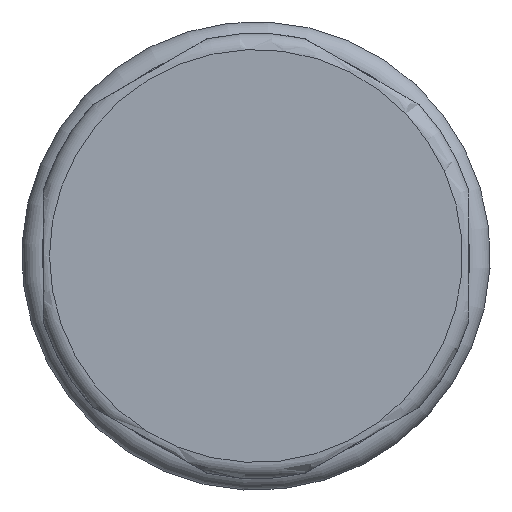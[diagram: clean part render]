
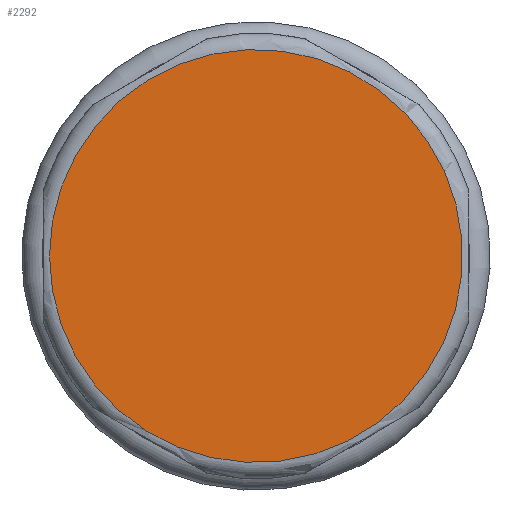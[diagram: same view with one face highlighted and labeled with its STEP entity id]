
A CAD part, left-side view. The second image highlights one B-rep face of the part: STEP entity #2292.
In plain terms, the highlighted planar face has unit normal (-1, 0, 0).
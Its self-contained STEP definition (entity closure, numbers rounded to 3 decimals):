
#2199=CARTESIAN_POINT('',(0.,10.2,0.0));
#2200=VERTEX_POINT('',#2199);
#2201=CARTESIAN_POINT('',(0.,0.0,0.0));
#2202=DIRECTION('',(1.0,0.0,0.0));
#2203=DIRECTION('',(0.0,-1.0,0.0));
#2204=AXIS2_PLACEMENT_3D('',#2201,#2202,#2203);
#2205=CIRCLE('',#2204,10.2);
#2206=EDGE_CURVE('',#2200,#2200,#2205,.T.);
#2284=CARTESIAN_POINT('',(0.,8.75,0.0));
#2285=DIRECTION('',(-1.0,0.0,0.0));
#2286=DIRECTION('',(0.0,0.0,1.0));
#2287=AXIS2_PLACEMENT_3D('',#2284,#2285,#2286);
#2288=PLANE('',#2287);
#2289=ORIENTED_EDGE('',*,*,#2206,.F.);
#2290=EDGE_LOOP('',(#2289));
#2291=FACE_OUTER_BOUND('',#2290,.T.);
#2292=ADVANCED_FACE('',(#2291),#2288,.T.);
